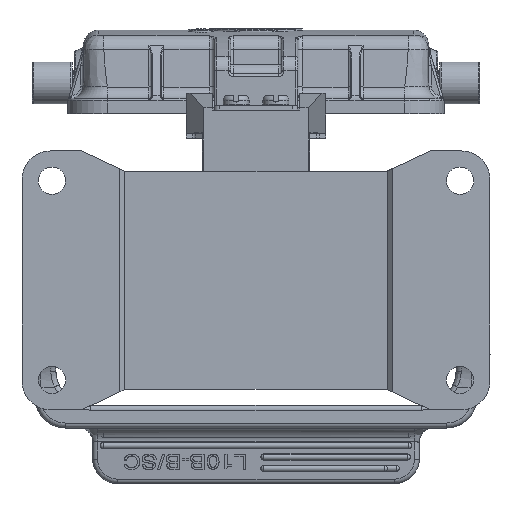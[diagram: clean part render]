
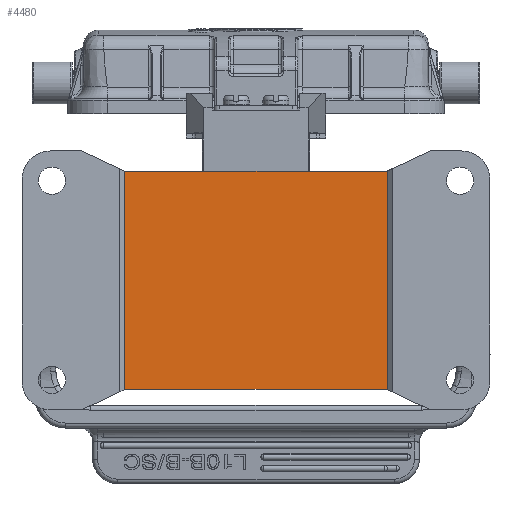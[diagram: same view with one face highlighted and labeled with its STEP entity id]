
A CAD part, front view. The second image highlights one B-rep face of the part: STEP entity #4480.
In plain terms, the highlighted planar face has unit normal (0, -1, 0).
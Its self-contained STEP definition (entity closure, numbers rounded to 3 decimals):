
#2537=PLANE('',#45405);
#4480=ADVANCED_FACE('',(#7898),#2537,.T.);
#7898=FACE_OUTER_BOUND('',#10439,.T.);
#10439=EDGE_LOOP('',(#26764,#26765,#26766,#26767,#26768,#26769,#26770,#26771));
#26764=ORIENTED_EDGE('',*,*,#38863,.F.);
#26765=ORIENTED_EDGE('',*,*,#38115,.T.);
#26766=ORIENTED_EDGE('',*,*,#38869,.F.);
#26767=ORIENTED_EDGE('',*,*,#38856,.F.);
#26768=ORIENTED_EDGE('',*,*,#38870,.F.);
#26769=ORIENTED_EDGE('',*,*,#38871,.F.);
#26770=ORIENTED_EDGE('',*,*,#38872,.F.);
#26771=ORIENTED_EDGE('',*,*,#38867,.F.);
#32767=VERTEX_POINT('',#87264);
#32768=VERTEX_POINT('',#87269);
#33251=VERTEX_POINT('',#89255);
#33252=VERTEX_POINT('',#89260);
#33257=VERTEX_POINT('',#89280);
#33260=VERTEX_POINT('',#89294);
#33261=VERTEX_POINT('',#89308);
#33262=VERTEX_POINT('',#89313);
#38115=EDGE_CURVE('',#32768,#32767,#42121,.T.);
#38856=EDGE_CURVE('',#33251,#33252,#42243,.T.);
#38863=EDGE_CURVE('',#32768,#33257,#42245,.T.);
#38867=EDGE_CURVE('',#33257,#33260,#42247,.T.);
#38869=EDGE_CURVE('',#33252,#32767,#42249,.T.);
#38870=EDGE_CURVE('',#33261,#33251,#42250,.T.);
#38871=EDGE_CURVE('',#33262,#33261,#42251,.T.);
#38872=EDGE_CURVE('',#33260,#33262,#42252,.T.);
#42121=B_SPLINE_CURVE_WITH_KNOTS('',3,(#87265,#87266,#87267,#87268),
 .UNSPECIFIED.,.F.,.F.,(4,4),(0.,1.),.UNSPECIFIED.);
#42243=B_SPLINE_CURVE_WITH_KNOTS('',3,(#89256,#89257,#89258,#89259),
 .UNSPECIFIED.,.F.,.F.,(4,4),(0.,1.),.UNSPECIFIED.);
#42245=B_SPLINE_CURVE_WITH_KNOTS('',3,(#89276,#89277,#89278,#89279),
 .UNSPECIFIED.,.F.,.F.,(4,4),(0.,1.),.UNSPECIFIED.);
#42247=B_SPLINE_CURVE_WITH_KNOTS('',3,(#89290,#89291,#89292,#89293),
 .UNSPECIFIED.,.F.,.F.,(4,4),(0.,1.),.UNSPECIFIED.);
#42249=B_SPLINE_CURVE_WITH_KNOTS('',3,(#89300,#89301,#89302,#89303),
 .UNSPECIFIED.,.F.,.F.,(4,4),(0.,1.),.UNSPECIFIED.);
#42250=B_SPLINE_CURVE_WITH_KNOTS('',3,(#89304,#89305,#89306,#89307),
 .UNSPECIFIED.,.F.,.F.,(4,4),(0.,1.),.UNSPECIFIED.);
#42251=B_SPLINE_CURVE_WITH_KNOTS('',3,(#89309,#89310,#89311,#89312),
 .UNSPECIFIED.,.F.,.F.,(4,4),(0.,1.),.UNSPECIFIED.);
#42252=B_SPLINE_CURVE_WITH_KNOTS('',3,(#89314,#89315,#89316,#89317),
 .UNSPECIFIED.,.F.,.F.,(4,4),(0.,1.),.UNSPECIFIED.);
#45405=AXIS2_PLACEMENT_3D('',#89318,#53567,#53568);
#53567=DIRECTION('',(0.,-1.,0.));
#53568=DIRECTION('',(-1.,0.,0.));
#87264=CARTESIAN_POINT('',(-0.65,50.375,62.434));
#87265=CARTESIAN_POINT('',(52.055,50.375,62.434));
#87266=CARTESIAN_POINT('',(34.487,50.375,62.434));
#87267=CARTESIAN_POINT('',(16.918,50.375,62.434));
#87268=CARTESIAN_POINT('',(-0.65,50.375,62.434));
#87269=CARTESIAN_POINT('',(52.055,50.375,62.434));
#89255=CARTESIAN_POINT('',(-0.668,50.375,18.594));
#89256=CARTESIAN_POINT('',(-0.668,50.376,18.594));
#89257=CARTESIAN_POINT('',(-0.668,50.376,33.21));
#89258=CARTESIAN_POINT('',(-0.668,50.376,47.826));
#89259=CARTESIAN_POINT('',(-0.668,50.376,62.441));
#89260=CARTESIAN_POINT('',(-0.668,50.375,62.441));
#89276=CARTESIAN_POINT('',(52.055,50.375,62.434));
#89277=CARTESIAN_POINT('',(52.061,50.375,62.436));
#89278=CARTESIAN_POINT('',(52.066,50.375,62.439));
#89279=CARTESIAN_POINT('',(52.072,50.375,62.442));
#89280=CARTESIAN_POINT('',(52.073,50.375,62.44));
#89290=CARTESIAN_POINT('',(52.073,50.376,62.44));
#89291=CARTESIAN_POINT('',(52.073,50.376,47.825));
#89292=CARTESIAN_POINT('',(52.073,50.376,33.209));
#89293=CARTESIAN_POINT('',(52.073,50.376,18.593));
#89294=CARTESIAN_POINT('',(52.073,50.375,18.593));
#89300=CARTESIAN_POINT('',(-0.667,50.375,62.442));
#89301=CARTESIAN_POINT('',(-0.662,50.375,62.439));
#89302=CARTESIAN_POINT('',(-0.656,50.375,62.436));
#89303=CARTESIAN_POINT('',(-0.65,50.375,62.434));
#89304=CARTESIAN_POINT('',(-0.65,50.375,18.601));
#89305=CARTESIAN_POINT('',(-0.656,50.375,18.598));
#89306=CARTESIAN_POINT('',(-0.661,50.375,18.596));
#89307=CARTESIAN_POINT('',(-0.667,50.375,18.593));
#89308=CARTESIAN_POINT('',(-0.65,50.375,18.6));
#89309=CARTESIAN_POINT('',(52.055,50.375,18.601));
#89310=CARTESIAN_POINT('',(34.487,50.375,18.601));
#89311=CARTESIAN_POINT('',(16.918,50.375,18.601));
#89312=CARTESIAN_POINT('',(-0.65,50.375,18.601));
#89313=CARTESIAN_POINT('',(52.055,50.375,18.601));
#89314=CARTESIAN_POINT('',(52.073,50.375,18.593));
#89315=CARTESIAN_POINT('',(52.067,50.375,18.595));
#89316=CARTESIAN_POINT('',(52.061,50.375,18.598));
#89317=CARTESIAN_POINT('',(52.055,50.375,18.601));
#89318=CARTESIAN_POINT('',(25.703,50.375,40.517));
